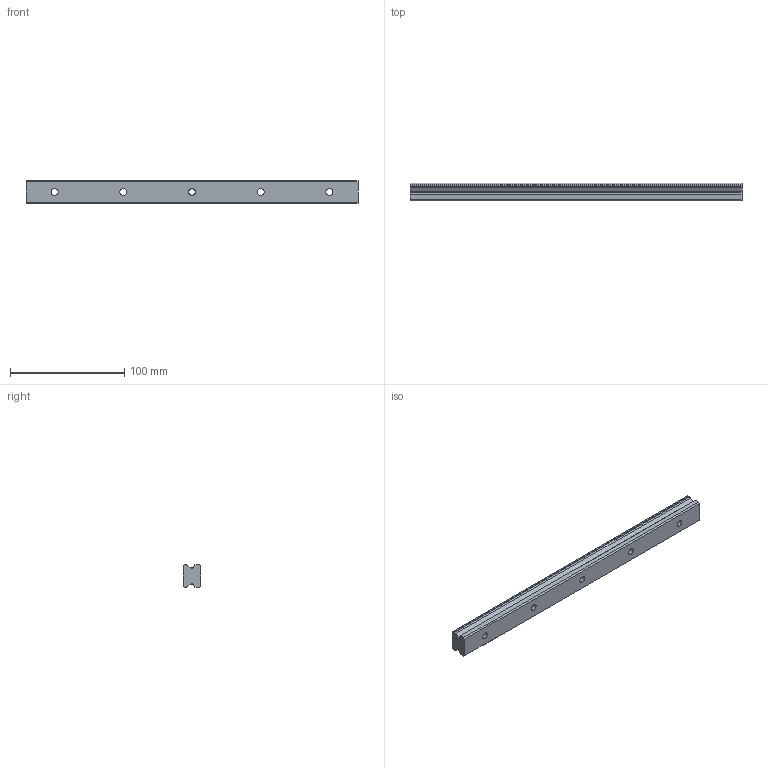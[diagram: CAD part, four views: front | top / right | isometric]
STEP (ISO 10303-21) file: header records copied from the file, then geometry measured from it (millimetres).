
FILE_DESCRIPTION (( 'STEP AP214' ), '1' );
FILE_NAME ('SSR20XTB1SS-290L_G25_0_B-M6F_111-75_0_0_0.STEP', '2021-06-25T06:37:00', ( '' ), ( '' ), 'SwSTEP 2.0', 'SolidWorks 2021', '' );
FILE_SCHEMA (( 'AUTOMOTIVE_DESIGN' ));
Length unit declared in the file: millimetre
Products named in the file (2): _SSR20XTB29025 Track; SSR20XTB1SS-290L_G25_0_B-M6F_111-75_0_0_0
Assembly tree (1 placements, depth 2):
  SSR20XTB1SS-290L_G25_0_B-M6F_111-75_0_0_0
    _SSR20XTB29025 Track
Bounding box: 290 x 15.5 x 20 mm (x, y, z)
Volume: 76654.3 mm3; surface area: 23716.1 mm2
Topology: 1 solids, 1 shells, 52 faces, 135 edges, 90 vertices
Faces by surface type: cylinder 27, plane 25
Entity records: 1699 total; most frequent: DIRECTION 301, CARTESIAN_POINT 281, ORIENTED_EDGE 270, EDGE_CURVE 135, AXIS2_PLACEMENT_3D 110, VERTEX_POINT 90, LINE 81, VECTOR 81
